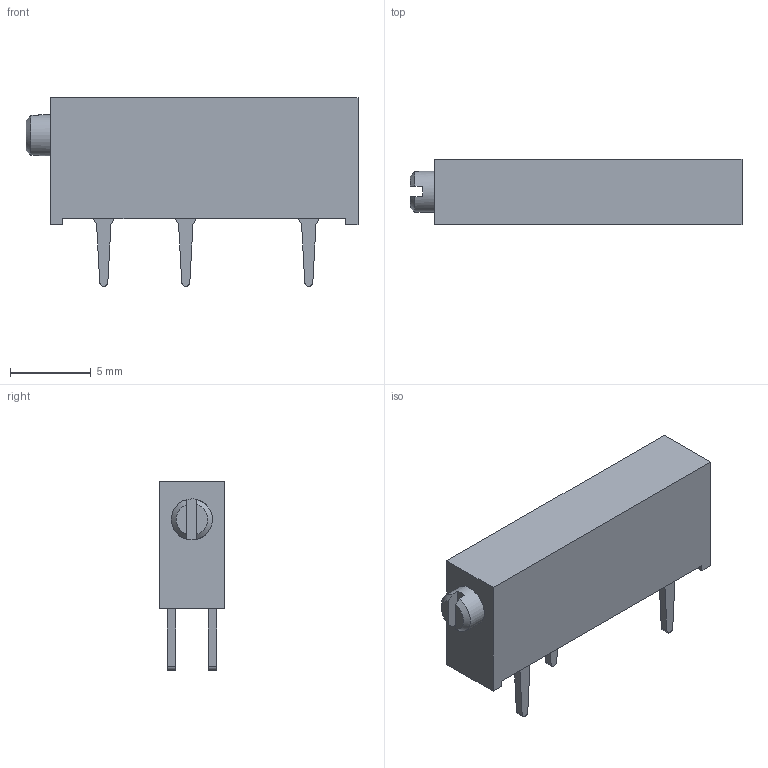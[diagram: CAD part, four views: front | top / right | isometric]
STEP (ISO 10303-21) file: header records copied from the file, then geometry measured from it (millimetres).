
FILE_DESCRIPTION(('FreeCAD Model'),'2;1');
FILE_NAME('Potentiometer_Bourns_3005_Horizontal.step','2019-01-13T12:21:42',('kicad StepUp'),('ksu MCAD'), 'Open CASCADE STEP processor 7.3','FreeCAD','Unknown');
FILE_SCHEMA(('AUTOMOTIVE_DESIGN { 1 0 10303 214 1 1 1 1 }'));
Length unit declared in the file: millimetre
Products named in the file (1): Potentiometer_Bourns_3005_Horizontal
Bounding box: 20.57 x 4.06 x 11.68 mm (x, y, z)
Volume: 592.3 mm3; surface area: 550.9 mm2
Topology: 1 solids, 1 shells, 39 faces, 99 edges, 66 vertices
Faces by surface type: plane 33, cylinder 4, cone 2
Full cylindrical faces by diameter (mm): 2.54 x1
Entity records: 1458 total; most frequent: CARTESIAN_POINT 205, ORIENTED_EDGE 198, DIRECTION 197, EDGE_CURVE 99, LINE 81, VECTOR 81, VERTEX_POINT 66, AXIS2_PLACEMENT_3D 58
